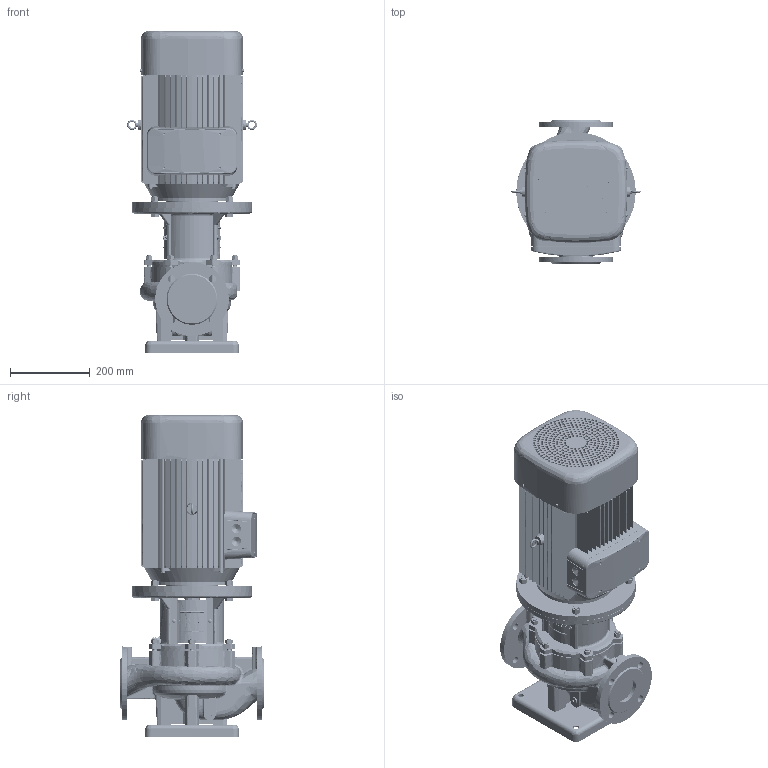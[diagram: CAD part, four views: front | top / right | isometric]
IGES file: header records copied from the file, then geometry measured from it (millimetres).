
Global section: file name: 015P2023 (RV 65-3502); native system: AutoCAD 2021 — Русский (Russian),62HAutod; preprocessor: esk Translation Framework DWG producer (atf_dwg_producer); organization: unknown; date: 20230328.220900; units: millimetre
Bounding box: 326 x 360 x 809 mm (x, y, z)
Volume: 33130671.8 mm3; surface area: 2194674.1 mm2
Topology: 59 solids, 60 shells, 4463 faces, 13694 edges, 10026 vertices
Faces by surface type: bspline 4331, revolution 132
